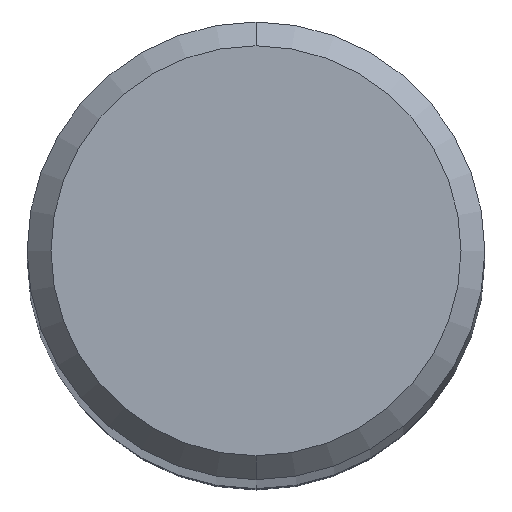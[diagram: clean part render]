
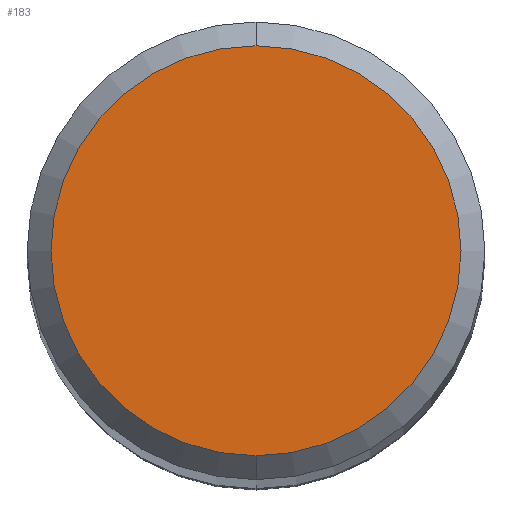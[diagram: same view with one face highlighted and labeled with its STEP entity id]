
A CAD part, top view. The second image highlights one B-rep face of the part: STEP entity #183.
In plain terms, the highlighted planar face has unit normal (0, 0, 1).
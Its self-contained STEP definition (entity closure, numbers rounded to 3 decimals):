
#183=ADVANCED_FACE('',(#421),#422,.T.);
#209=VERTEX_POINT('',#449);
#235=VERTEX_POINT('',#476);
#299=EDGE_CURVE('',#235,#209,#550,.T.);
#331=EDGE_CURVE('',#209,#235,#587,.T.);
#421=FACE_OUTER_BOUND('',#687,.T.);
#422=PLANE('',#688);
#449=CARTESIAN_POINT('',(0.0,4.3,0.0));
#476=CARTESIAN_POINT('',(0.,-4.3,0.0));
#550=CIRCLE('',#854,4.3);
#587=CIRCLE('',#903,4.3);
#687=EDGE_LOOP('',(#998,#999));
#688=AXIS2_PLACEMENT_3D('',#1000,#1001,#1002);
#854=AXIS2_PLACEMENT_3D('',#1155,#1156,#1157);
#903=AXIS2_PLACEMENT_3D('',#1211,#1212,#1213);
#998=ORIENTED_EDGE('',*,*,#331,.F.);
#999=ORIENTED_EDGE('',*,*,#299,.F.);
#1000=CARTESIAN_POINT('',(0.0,2.15,0.0));
#1001=DIRECTION('',(-0.0,0.0,1.0));
#1002=DIRECTION('',(0.0,-1.0,0.0));
#1155=CARTESIAN_POINT('',(0.0,0.0,0.0));
#1156=DIRECTION('',(0.0,0.0,-1.0));
#1157=DIRECTION('',(0.0,1.0,0.0));
#1211=CARTESIAN_POINT('',(0.0,0.0,0.0));
#1212=DIRECTION('',(0.0,0.0,-1.0));
#1213=DIRECTION('',(0.0,1.0,0.0));
